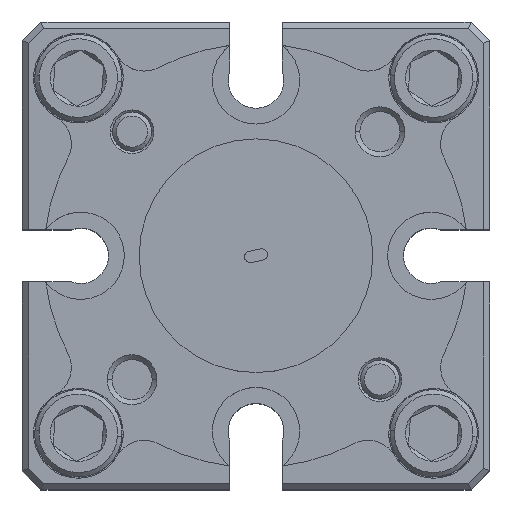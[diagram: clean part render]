
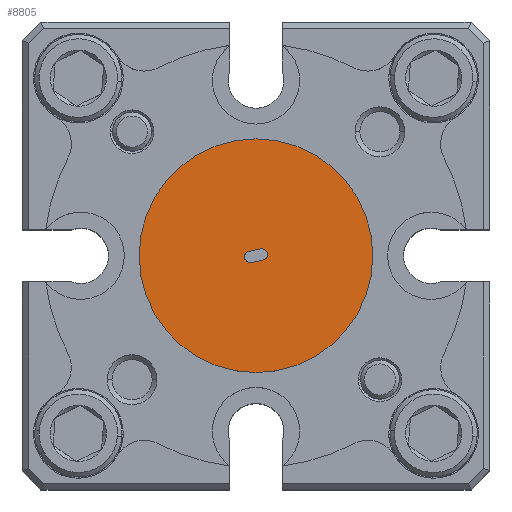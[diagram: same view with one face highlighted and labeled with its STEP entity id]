
A CAD part, top view. The second image highlights one B-rep face of the part: STEP entity #8805.
In plain terms, the highlighted planar face has unit normal (0, 0, 1).
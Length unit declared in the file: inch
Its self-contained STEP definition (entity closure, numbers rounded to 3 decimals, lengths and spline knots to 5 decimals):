
#3 = AXIS2_PLACEMENT_3D ( 'NONE', #3401, #1973, #4207 ) ;
#21 = VERTEX_POINT ( 'NONE', #5660 ) ;
#142 = EDGE_CURVE ( 'NONE', #6674, #7651, #12117, .T. ) ;
#233 = AXIS2_PLACEMENT_3D ( 'NONE', #11432, #1305, #10320 ) ;
#271 = PLANE ( 'NONE',  #2234 ) ;
#407 = DIRECTION ( 'NONE',  ( 1., 0., 0. ) ) ;
#642 = DIRECTION ( 'NONE',  ( 1., 0., 0. ) ) ;
#816 = LINE ( 'NONE', #2994, #2854 ) ;
#1089 = DIRECTION ( 'NONE',  ( -0.981, -0.194, 0. ) ) ;
#1138 = EDGE_CURVE ( 'NONE', #14069, #3481, #816, .T. ) ;
#1305 = DIRECTION ( 'NONE',  ( 0., 0., 1. ) ) ;
#1667 = EDGE_CURVE ( 'NONE', #9249, #14069, #6428, .T. ) ;
#1752 = AXIS2_PLACEMENT_3D ( 'NONE', #4181, #5289, #6547 ) ;
#1973 = DIRECTION ( 'NONE',  ( 0., 0., 1. ) ) ;
#1996 = CARTESIAN_POINT ( 'NONE',  ( 0.0181, 0.00384, 0.2445 ) ) ;
#2129 = CARTESIAN_POINT ( 'NONE',  ( -0.00937, -0.0016, 0.2445 ) ) ;
#2189 = ORIENTED_EDGE ( 'NONE', *, *, #9769, .T. ) ;
#2220 = VERTEX_POINT ( 'NONE', #13361 ) ;
#2234 = AXIS2_PLACEMENT_3D ( 'NONE', #5907, #5838, #11440 ) ;
#2504 = ORIENTED_EDGE ( 'NONE', *, *, #6213, .F. ) ;
#2599 = DIRECTION ( 'NONE',  ( 0., 0., 1. ) ) ;
#2657 = FACE_OUTER_BOUND ( 'NONE', #9624, .T. ) ;
#2854 = VECTOR ( 'NONE', #10744, 39.37008 ) ;
#2855 = CIRCLE ( 'NONE', #233, 0.1875 ) ;
#2994 = CARTESIAN_POINT ( 'NONE',  ( -0.00752, -0.01092, 0.2445 ) ) ;
#3028 = DIRECTION ( 'NONE',  ( -1., 0., 0. ) ) ;
#3085 = AXIS2_PLACEMENT_3D ( 'NONE', #2129, #9956, #3028 ) ;
#3144 = CARTESIAN_POINT ( 'NONE',  ( 0.0182, 0.00335, 0.2445 ) ) ;
#3217 = AXIS2_PLACEMENT_3D ( 'NONE', #10142, #2599, #3384 ) ;
#3221 = AXIS2_PLACEMENT_3D ( 'NONE', #10253, #13797, #407 ) ;
#3300 = VERTEX_POINT ( 'NONE', #4162 ) ;
#3366 = ORIENTED_EDGE ( 'NONE', *, *, #11836, .F. ) ;
#3384 = DIRECTION ( 'NONE',  ( -1., 0., 0. ) ) ;
#3401 = CARTESIAN_POINT ( 'NONE',  ( -0.00927, -0.00209, 0.2445 ) ) ;
#3419 = LINE ( 'NONE', #5695, #9900 ) ;
#3481 = VERTEX_POINT ( 'NONE', #10635 ) ;
#4162 = CARTESIAN_POINT ( 'NONE',  ( -0.01112, 0.00723, 0.2445 ) ) ;
#4181 = CARTESIAN_POINT ( 'NONE',  ( 0.00937, 0.0016, 0.2445 ) ) ;
#4207 = DIRECTION ( 'NONE',  ( -1., 0., 0. ) ) ;
#4223 = DIRECTION ( 'NONE',  ( 0., 0., 1. ) ) ;
#4319 = EDGE_CURVE ( 'NONE', #11121, #3300, #3419, .T. ) ;
#4639 = EDGE_CURVE ( 'NONE', #13244, #21, #2855, .T. ) ;
#4660 = ORIENTED_EDGE ( 'NONE', *, *, #4639, .T. ) ;
#5125 = ORIENTED_EDGE ( 'NONE', *, *, #10755, .F. ) ;
#5133 = CARTESIAN_POINT ( 'NONE',  ( 0., 0., 0.2445 ) ) ;
#5289 = DIRECTION ( 'NONE',  ( 0., 0., 1. ) ) ;
#5582 = CIRCLE ( 'NONE', #3221, 0.009 ) ;
#5660 = CARTESIAN_POINT ( 'NONE',  ( -0.1875, 0., 0.2445 ) ) ;
#5695 = CARTESIAN_POINT ( 'NONE',  ( -0.01112, 0.00723, 0.2445 ) ) ;
#5838 = DIRECTION ( 'NONE',  ( 0., 0., -1. ) ) ;
#5907 = CARTESIAN_POINT ( 'NONE',  ( 0.375, -0.375, 0.2445 ) ) ;
#6213 = EDGE_CURVE ( 'NONE', #3300, #2220, #10848, .T. ) ;
#6428 = CIRCLE ( 'NONE', #3, 0.009 ) ;
#6547 = DIRECTION ( 'NONE',  ( 1., 0., 0. ) ) ;
#6674 = VERTEX_POINT ( 'NONE', #8029 ) ;
#7651 = VERTEX_POINT ( 'NONE', #1996 ) ;
#7771 = VERTEX_POINT ( 'NONE', #14423 ) ;
#7900 = LINE ( 'NONE', #12348, #11193 ) ;
#7977 = CARTESIAN_POINT ( 'NONE',  ( -0.0181, -0.00384, 0.2445 ) ) ;
#8029 = CARTESIAN_POINT ( 'NONE',  ( 0.0182, 0.00335, 0.2445 ) ) ;
#8682 = DIRECTION ( 'NONE',  ( -0.194, 0.981, 0. ) ) ;
#8770 = DIRECTION ( 'NONE',  ( 0.194, -0.981, 0. ) ) ;
#8805 = ADVANCED_FACE ( 'NONE', ( #2657, #13800 ), #271, .F. ) ;
#8878 = CIRCLE ( 'NONE', #3217, 0.009 ) ;
#9249 = VERTEX_POINT ( 'NONE', #7977 ) ;
#9624 = EDGE_LOOP ( 'NONE', ( #4660, #2189 ) ) ;
#9627 = EDGE_CURVE ( 'NONE', #7651, #11121, #8878, .T. ) ;
#9672 = ORIENTED_EDGE ( 'NONE', *, *, #11053, .F. ) ;
#9769 = EDGE_CURVE ( 'NONE', #21, #13244, #10272, .T. ) ;
#9900 = VECTOR ( 'NONE', #1089, 39.37008 ) ;
#9956 = DIRECTION ( 'NONE',  ( 0., 0., 1. ) ) ;
#10142 = CARTESIAN_POINT ( 'NONE',  ( 0.00927, 0.00209, 0.2445 ) ) ;
#10253 = CARTESIAN_POINT ( 'NONE',  ( 0.00937, 0.0016, 0.2445 ) ) ;
#10272 = CIRCLE ( 'NONE', #13565, 0.1875 ) ;
#10320 = DIRECTION ( 'NONE',  ( 1., 0., 0. ) ) ;
#10460 = VECTOR ( 'NONE', #8682, 39.37008 ) ;
#10603 = EDGE_LOOP ( 'NONE', ( #14070, #12530, #5125, #2504, #12890, #11260, #13992, #3366, #9672 ) ) ;
#10635 = CARTESIAN_POINT ( 'NONE',  ( 0.01112, -0.00723, 0.2445 ) ) ;
#10744 = DIRECTION ( 'NONE',  ( 0.981, 0.194, 0. ) ) ;
#10755 = EDGE_CURVE ( 'NONE', #2220, #9249, #7900, .T. ) ;
#10785 = CARTESIAN_POINT ( 'NONE',  ( 0.1875, 0., 0.2445 ) ) ;
#10848 = CIRCLE ( 'NONE', #3085, 0.009 ) ;
#11053 = EDGE_CURVE ( 'NONE', #3481, #7771, #13795, .T. ) ;
#11121 = VERTEX_POINT ( 'NONE', #11172 ) ;
#11172 = CARTESIAN_POINT ( 'NONE',  ( 0.00752, 0.01092, 0.2445 ) ) ;
#11193 = VECTOR ( 'NONE', #8770, 39.37008 ) ;
#11260 = ORIENTED_EDGE ( 'NONE', *, *, #9627, .F. ) ;
#11432 = CARTESIAN_POINT ( 'NONE',  ( 0., 0., 0.2445 ) ) ;
#11440 = DIRECTION ( 'NONE',  ( 0., -1., 0. ) ) ;
#11836 = EDGE_CURVE ( 'NONE', #7771, #6674, #5582, .T. ) ;
#11960 = CARTESIAN_POINT ( 'NONE',  ( -0.00752, -0.01092, 0.2445 ) ) ;
#12117 = LINE ( 'NONE', #3144, #10460 ) ;
#12348 = CARTESIAN_POINT ( 'NONE',  ( -0.0181, -0.00384, 0.2445 ) ) ;
#12530 = ORIENTED_EDGE ( 'NONE', *, *, #1667, .F. ) ;
#12890 = ORIENTED_EDGE ( 'NONE', *, *, #4319, .F. ) ;
#13244 = VERTEX_POINT ( 'NONE', #10785 ) ;
#13361 = CARTESIAN_POINT ( 'NONE',  ( -0.0182, -0.00335, 0.2445 ) ) ;
#13565 = AXIS2_PLACEMENT_3D ( 'NONE', #5133, #4223, #642 ) ;
#13795 = CIRCLE ( 'NONE', #1752, 0.009 ) ;
#13797 = DIRECTION ( 'NONE',  ( 0., 0., 1. ) ) ;
#13800 = FACE_BOUND ( 'NONE', #10603, .T. ) ;
#13992 = ORIENTED_EDGE ( 'NONE', *, *, #142, .F. ) ;
#14069 = VERTEX_POINT ( 'NONE', #11960 ) ;
#14070 = ORIENTED_EDGE ( 'NONE', *, *, #1138, .F. ) ;
#14423 = CARTESIAN_POINT ( 'NONE',  ( 0.01837, 0.0016, 0.2445 ) ) ;
